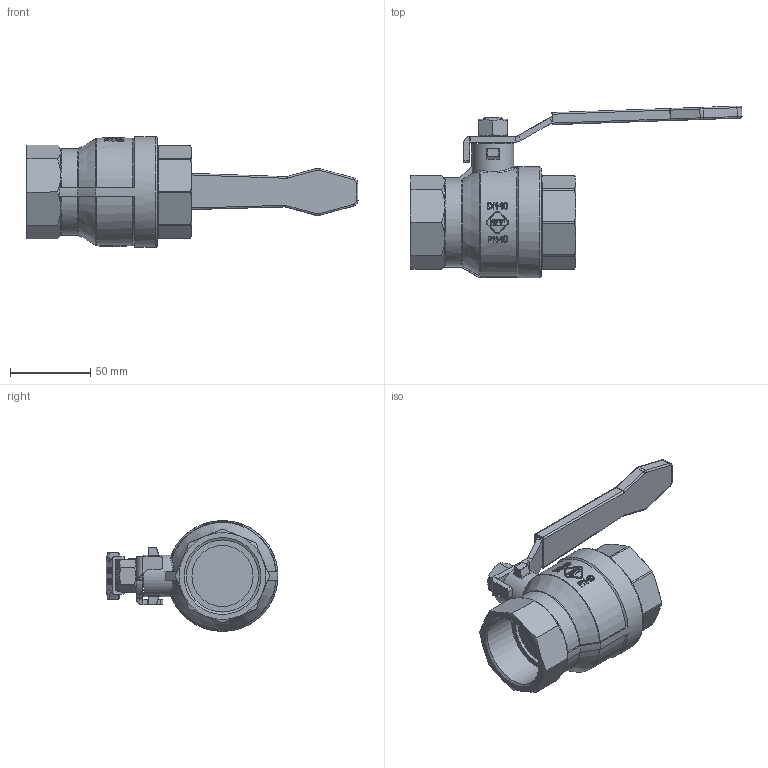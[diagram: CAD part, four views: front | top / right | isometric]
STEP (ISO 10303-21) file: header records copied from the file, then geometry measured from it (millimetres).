
FILE_DESCRIPTION((''),'2;1');
FILE_NAME('984-40-00.stp','2010-03-02T12:01:07',('edu'),(''),'Autodesk Inventor 2010','Autodesk Inventor 2010','');
FILE_SCHEMA(('AUTOMOTIVE_DESIGN { 1 0 10303 214 1 1 1 1 }'));
Length unit declared in the file: millimetre
Products named in the file (1): ENG-004121
Bounding box: 206.44 x 106.89 x 69 mm (x, y, z)
Volume: 260474.3 mm3; surface area: 46991.1 mm2
Topology: 1 solids, 2 shells, 1852 faces, 4971 edges, 3257 vertices
Faces by surface type: plane 841, bspline 831, cylinder 124, cone 35, torus 15, sphere 6
Full cylindrical faces by diameter (mm): 13.95 x1, 14 x1, 26 x1, 38 x2, 44.845 x2, 69 x1
Entity records: 104556 total; most frequent: CARTESIAN_POINT 62490, ORIENTED_EDGE 9850, DIRECTION 5456, EDGE_CURVE 4925, VERTEX_POINT 3249, VECTOR 2772, LINE 2772, EDGE_LOOP 2024
